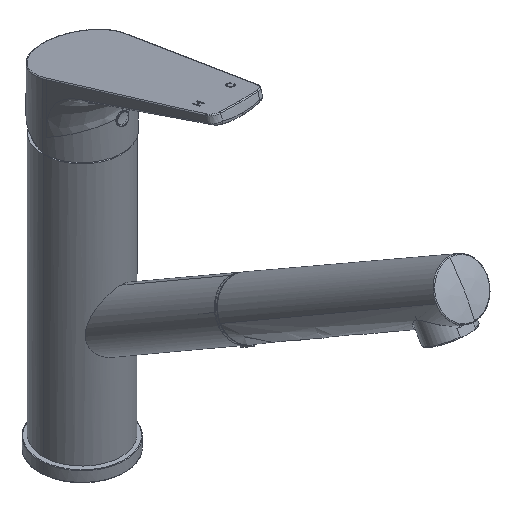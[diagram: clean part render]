
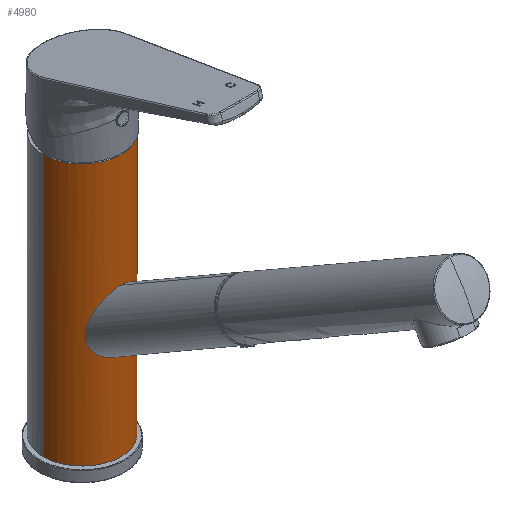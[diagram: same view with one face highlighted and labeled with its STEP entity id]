
A CAD part, isometric view. The second image highlights one B-rep face of the part: STEP entity #4980.
In plain terms, the highlighted cylindrical face has radius 21 mm (diameter 42 mm), a partial arc.
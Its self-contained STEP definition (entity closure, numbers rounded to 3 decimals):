
#2158=FACE_BOUND('',#12654,.T.);
#4980=ADVANCED_FACE('',(#8228,#2158),#71215,.T.);
#8228=FACE_OUTER_BOUND('',#12653,.T.);
#12653=EDGE_LOOP('',(#32405,#32406,#32407,#32408));
#12654=EDGE_LOOP('',(#32409,#32410));
#32405=ORIENTED_EDGE('',*,*,#45881,.T.);
#32406=ORIENTED_EDGE('',*,*,#45855,.F.);
#32407=ORIENTED_EDGE('',*,*,#45883,.T.);
#32408=ORIENTED_EDGE('',*,*,#45882,.F.);
#32409=ORIENTED_EDGE('',*,*,#45877,.F.);
#32410=ORIENTED_EDGE('',*,*,#45872,.F.);
#45855=EDGE_CURVE('',#67475,#67485,#58939,.T.);
#45872=EDGE_CURVE('',#67489,#67488,#58952,.T.);
#45877=EDGE_CURVE('',#67488,#67489,#58955,.T.);
#45881=EDGE_CURVE('',#67476,#67485,#48250,.T.);
#45882=EDGE_CURVE('',#67476,#67484,#58958,.T.);
#45883=EDGE_CURVE('',#67475,#67484,#48251,.T.);
#48250=(
BOUNDED_CURVE()
B_SPLINE_CURVE(2,(#149841,#149842,#149843,#149844,#149845),
 .UNSPECIFIED.,.F.,.F.)
B_SPLINE_CURVE_WITH_KNOTS((3,2,3),(0.,1.571,3.142),
 .UNSPECIFIED.)
CURVE()
GEOMETRIC_REPRESENTATION_ITEM()
RATIONAL_B_SPLINE_CURVE((1.,0.707,1.,0.707,1.))
REPRESENTATION_ITEM('')
);
#48251=(
BOUNDED_CURVE()
B_SPLINE_CURVE(2,(#149848,#149849,#149850,#149851,#149852),
 .UNSPECIFIED.,.F.,.F.)
B_SPLINE_CURVE_WITH_KNOTS((3,2,3),(4.142,5.712,7.283),
 .UNSPECIFIED.)
CURVE()
GEOMETRIC_REPRESENTATION_ITEM()
RATIONAL_B_SPLINE_CURVE((1.,0.707,1.,0.707,1.))
REPRESENTATION_ITEM('')
);
#58939=B_SPLINE_CURVE_WITH_KNOTS('',1,(#149702,#149703),.UNSPECIFIED.,.F.,
 .F.,(2,2),(0.,1.),.UNSPECIFIED.);
#58952=B_SPLINE_CURVE_WITH_KNOTS('',3,(#149756,#149757,#149758,#149759,
#149760,#149761,#149762,#149763,#149764,#149765,#149766,#149767,#149768,
#149769,#149770,#149771,#149772,#149773,#149774,#149775,#149776,#149777,
#149778,#149779),.UNSPECIFIED.,.F.,.F.,(4,2,2,2,2,2,2,2,2,2,2,4),(6.889,
7.014,7.139,7.201,7.264,7.326,
7.389,7.514,7.639,7.764,7.826,
7.889),.UNSPECIFIED.);
#58955=B_SPLINE_CURVE_WITH_KNOTS('',3,(#149798,#149799,#149800,#149801,
#149802,#149803,#149804,#149805,#149806,#149807,#149808,#149809,#149810,
#149811,#149812,#149813,#149814,#149815,#149816,#149817,#149818,#149819,
#149820,#149821,#149822,#149823),.UNSPECIFIED.,.F.,.F.,(4,2,2,2,2,2,2,2,
2,2,2,2,4),(3.882,3.944,4.007,4.069,
4.132,4.257,4.382,4.507,4.569,
4.632,4.757,4.819,4.882),
 .UNSPECIFIED.);
#58958=B_SPLINE_CURVE_WITH_KNOTS('',1,(#149846,#149847),.UNSPECIFIED.,.F.,
 .F.,(2,2),(-8.283,-7.283),.UNSPECIFIED.);
#67475=VERTEX_POINT('',#149505);
#67476=VERTEX_POINT('',#149506);
#67484=VERTEX_POINT('',#149514);
#67485=VERTEX_POINT('',#149515);
#67488=VERTEX_POINT('',#149518);
#67489=VERTEX_POINT('',#149519);
#71215=CYLINDRICAL_SURFACE('',#73938,21.);
#73938=AXIS2_PLACEMENT_3D('',#149437,#76718,$);
#76718=DIRECTION('',(0.,0.,-1.));
#149437=CARTESIAN_POINT('',(0.,0.,77.2));
#149505=CARTESIAN_POINT('',(-21.,0.,6.5));
#149506=CARTESIAN_POINT('',(21.,0.,147.9));
#149514=CARTESIAN_POINT('',(21.,0.,6.5));
#149515=CARTESIAN_POINT('',(-21.,0.,147.9));
#149518=CARTESIAN_POINT('',(0.,-21.,86.832));
#149519=CARTESIAN_POINT('',(0.,-21.,54.5));
#149702=CARTESIAN_POINT('',(-21.,0.,6.5));
#149703=CARTESIAN_POINT('',(-21.,0.,147.9));
#149756=CARTESIAN_POINT('',(0.,-21.,54.5));
#149757=CARTESIAN_POINT('',(2.067,-21.,54.5));
#149758=CARTESIAN_POINT('',(4.113,-20.683,54.852));
#149759=CARTESIAN_POINT('',(7.798,-19.593,56.223));
#149760=CARTESIAN_POINT('',(9.461,-18.811,57.25));
#149761=CARTESIAN_POINT('',(11.435,-17.63,59.318));
#149762=CARTESIAN_POINT('',(11.996,-17.246,60.082));
#149763=CARTESIAN_POINT('',(12.927,-16.56,61.784));
#149764=CARTESIAN_POINT('',(13.284,-16.268,62.708));
#149765=CARTESIAN_POINT('',(13.782,-15.848,64.636));
#149766=CARTESIAN_POINT('',(13.927,-15.718,65.663));
#149767=CARTESIAN_POINT('',(14.029,-15.627,67.703));
#149768=CARTESIAN_POINT('',(13.99,-15.662,68.728));
#149769=CARTESIAN_POINT('',(13.661,-15.952,71.786));
#149770=CARTESIAN_POINT('',(13.182,-16.369,73.711));
#149771=CARTESIAN_POINT('',(11.817,-17.38,77.419));
#149772=CARTESIAN_POINT('',(10.929,-17.976,79.181));
#149773=CARTESIAN_POINT('',(8.711,-19.149,82.38));
#149774=CARTESIAN_POINT('',(7.356,-19.744,83.852));
#149775=CARTESIAN_POINT('',(4.883,-20.442,85.53));
#149776=CARTESIAN_POINT('',(3.975,-20.643,86.002));
#149777=CARTESIAN_POINT('',(2.048,-20.923,86.653));
#149778=CARTESIAN_POINT('',(1.025,-21.,86.832));
#149779=CARTESIAN_POINT('',(0.,-21.,86.832));
#149798=CARTESIAN_POINT('',(0.,-21.,86.832));
#149799=CARTESIAN_POINT('',(-1.026,-21.,86.832));
#149800=CARTESIAN_POINT('',(-2.052,-20.922,86.653));
#149801=CARTESIAN_POINT('',(-3.98,-20.642,86.));
#149802=CARTESIAN_POINT('',(-4.884,-20.442,85.53));
#149803=CARTESIAN_POINT('',(-6.533,-19.976,84.411));
#149804=CARTESIAN_POINT('',(-7.292,-19.707,83.753));
#149805=CARTESIAN_POINT('',(-8.655,-19.147,82.338));
#149806=CARTESIAN_POINT('',(-9.269,-18.854,81.576));
#149807=CARTESIAN_POINT('',(-10.949,-17.965,79.15));
#149808=CARTESIAN_POINT('',(-11.825,-17.375,77.401));
#149809=CARTESIAN_POINT('',(-13.184,-16.368,73.703));
#149810=CARTESIAN_POINT('',(-13.672,-15.943,71.724));
#149811=CARTESIAN_POINT('',(-14.098,-15.567,67.687));
#149812=CARTESIAN_POINT('',(-14.033,-15.637,65.579));
#149813=CARTESIAN_POINT('',(-13.265,-16.283,62.65));
#149814=CARTESIAN_POINT('',(-12.908,-16.574,61.744));
#149815=CARTESIAN_POINT('',(-11.981,-17.256,60.06));
#149816=CARTESIAN_POINT('',(-11.405,-17.65,59.282));
#149817=CARTESIAN_POINT('',(-9.449,-18.815,57.247));
#149818=CARTESIAN_POINT('',(-7.787,-19.597,56.217));
#149819=CARTESIAN_POINT('',(-5.02,-20.414,55.191));
#149820=CARTESIAN_POINT('',(-4.036,-20.633,54.93));
#149821=CARTESIAN_POINT('',(-2.047,-20.924,54.587));
#149822=CARTESIAN_POINT('',(-1.035,-21.,54.5));
#149823=CARTESIAN_POINT('',(0.,-21.,54.5));
#149841=CARTESIAN_POINT('',(21.,0.,147.9));
#149842=CARTESIAN_POINT('',(21.,-21.,147.9));
#149843=CARTESIAN_POINT('',(0.,-21.,147.9));
#149844=CARTESIAN_POINT('',(-21.,-21.,147.9));
#149845=CARTESIAN_POINT('',(-21.,0.,147.9));
#149846=CARTESIAN_POINT('',(21.,0.,147.9));
#149847=CARTESIAN_POINT('',(21.,0.,6.5));
#149848=CARTESIAN_POINT('',(-21.,0.,6.5));
#149849=CARTESIAN_POINT('',(-21.,-21.,6.5));
#149850=CARTESIAN_POINT('',(0.,-21.,6.5));
#149851=CARTESIAN_POINT('',(21.,-21.,6.5));
#149852=CARTESIAN_POINT('',(21.,0.,6.5));
